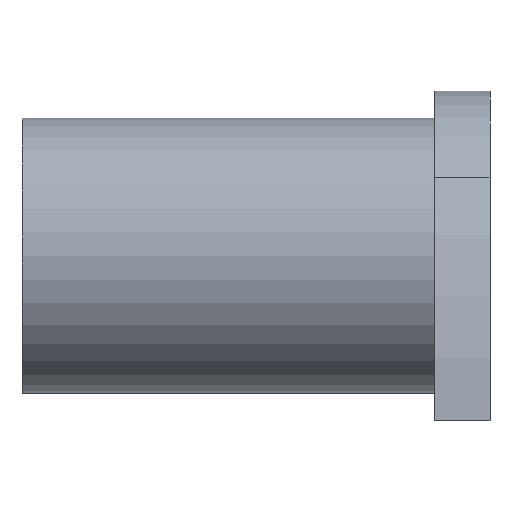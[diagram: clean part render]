
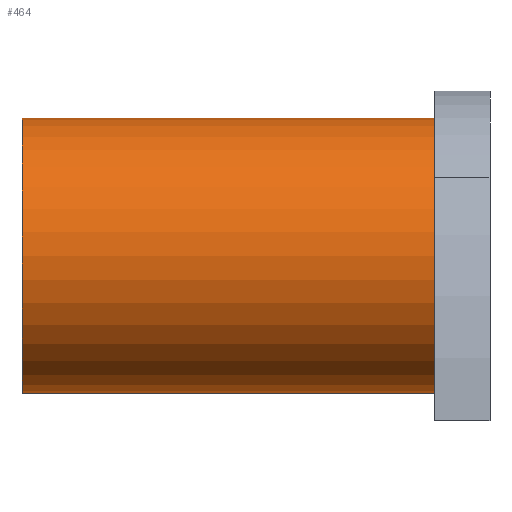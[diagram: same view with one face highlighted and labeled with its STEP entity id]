
A CAD part, left-side view. The second image highlights one B-rep face of the part: STEP entity #464.
In plain terms, the highlighted cylindrical face has radius 5 mm (diameter 10 mm), a partial arc.
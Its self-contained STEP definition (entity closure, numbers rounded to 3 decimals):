
#1 = DIRECTION ( 'NONE',  ( 0., 0., -1. ) ) ;
#39 = DIRECTION ( 'NONE',  ( 0., -1., 0. ) ) ;
#44 = CARTESIAN_POINT ( 'NONE',  ( 0., -9.436, -5. ) ) ;
#62 = CARTESIAN_POINT ( 'NONE',  ( 0., 2., -5. ) ) ;
#72 = LINE ( 'NONE', #291, #265 ) ;
#77 = VERTEX_POINT ( 'NONE', #461 ) ;
#83 = EDGE_LOOP ( 'NONE', ( #288, #264, #111, #475 ) ) ;
#111 = ORIENTED_EDGE ( 'NONE', *, *, #477, .T. ) ;
#117 = VERTEX_POINT ( 'NONE', #389 ) ;
#120 = DIRECTION ( 'NONE',  ( 0., -1., 0. ) ) ;
#127 = EDGE_CURVE ( 'NONE', #337, #77, #268, .T. ) ;
#134 = DIRECTION ( 'NONE',  ( 0., 0., -1. ) ) ;
#148 = CARTESIAN_POINT ( 'NONE',  ( 0., -9.436, 0. ) ) ;
#179 = VECTOR ( 'NONE', #120, 1000. ) ;
#181 = CARTESIAN_POINT ( 'NONE',  ( 0., 17., 5. ) ) ;
#202 = CARTESIAN_POINT ( 'NONE',  ( 0., 17., 0. ) ) ;
#207 = CIRCLE ( 'NONE', #411, 5. ) ;
#222 = DIRECTION ( 'NONE',  ( 0., -1., 0. ) ) ;
#229 = LINE ( 'NONE', #44, #179 ) ;
#253 = EDGE_CURVE ( 'NONE', #337, #117, #72, .T. ) ;
#255 = DIRECTION ( 'NONE',  ( 0., -1., 0. ) ) ;
#258 = DIRECTION ( 'NONE',  ( 0., 0., -1. ) ) ;
#264 = ORIENTED_EDGE ( 'NONE', *, *, #127, .T. ) ;
#265 = VECTOR ( 'NONE', #222, 1000. ) ;
#267 = VERTEX_POINT ( 'NONE', #62 ) ;
#268 = CIRCLE ( 'NONE', #364, 5. ) ;
#288 = ORIENTED_EDGE ( 'NONE', *, *, #253, .F. ) ;
#291 = CARTESIAN_POINT ( 'NONE',  ( 0., -9.436, 5. ) ) ;
#295 = CARTESIAN_POINT ( 'NONE',  ( 0., 2., 0. ) ) ;
#337 = VERTEX_POINT ( 'NONE', #181 ) ;
#344 = DIRECTION ( 'NONE',  ( 0., -1., 0. ) ) ;
#364 = AXIS2_PLACEMENT_3D ( 'NONE', #202, #344, #134 ) ;
#366 = FACE_OUTER_BOUND ( 'NONE', #83, .T. ) ;
#368 = CYLINDRICAL_SURFACE ( 'NONE', #425, 5. ) ;
#389 = CARTESIAN_POINT ( 'NONE',  ( 0., 2., 5. ) ) ;
#411 = AXIS2_PLACEMENT_3D ( 'NONE', #295, #255, #1 ) ;
#424 = EDGE_CURVE ( 'NONE', #117, #267, #207, .T. ) ;
#425 = AXIS2_PLACEMENT_3D ( 'NONE', #148, #39, #258 ) ;
#461 = CARTESIAN_POINT ( 'NONE',  ( 0., 17., -5. ) ) ;
#464 = ADVANCED_FACE ( 'NONE', ( #366 ), #368, .T. ) ;
#475 = ORIENTED_EDGE ( 'NONE', *, *, #424, .F. ) ;
#477 = EDGE_CURVE ( 'NONE', #77, #267, #229, .T. ) ;
